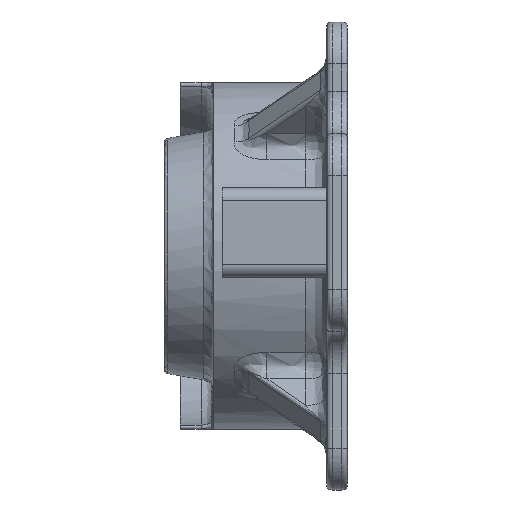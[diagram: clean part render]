
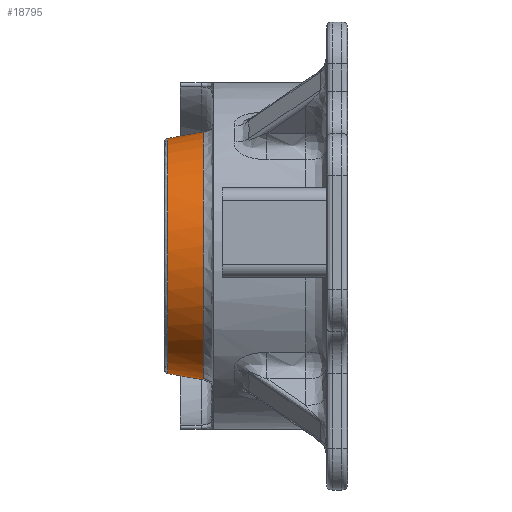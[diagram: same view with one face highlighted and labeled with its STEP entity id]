
A CAD part, left-side view. The second image highlights one B-rep face of the part: STEP entity #18795.
In plain terms, the highlighted conical face has half-angle 10 degrees and reference radius 28 mm.
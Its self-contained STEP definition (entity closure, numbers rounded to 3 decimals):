
#165 = CARTESIAN_POINT ( 'NONE',  ( -19.589, 34.479, 22.333 ) ) ;
#274 = CARTESIAN_POINT ( 'NONE',  ( -29.452, 34.479, -3.88 ) ) ;
#381 = CARTESIAN_POINT ( 'NONE',  ( -18.082, 34.479, -23.57 ) ) ;
#760 = CARTESIAN_POINT ( 'NONE',  ( -17.169, 42.974, 22.379 ) ) ;
#1229 = CARTESIAN_POINT ( 'NONE',  ( -24.426, 42.974, -14.105 ) ) ;
#1232 = CONICAL_SURFACE ( 'NONE', #12334, 28., 0.175 ) ;
#1266 = CARTESIAN_POINT ( 'NONE',  ( 0., 34.479, -29.644 ) ) ;
#1563 = ORIENTED_EDGE ( 'NONE', *, *, #7941, .F. ) ;
#1906 = CARTESIAN_POINT ( 'NONE',  ( -3.88, 34.479, 29.452 ) ) ;
#2039 = VERTEX_POINT ( 'NONE', #1266 ) ;
#2065 = CARTESIAN_POINT ( 'NONE',  ( -21.205, 42.974, 18.599 ) ) ;
#2133 = CARTESIAN_POINT ( 'NONE',  ( -14.856, 34.479, -25.726 ) ) ;
#2242 = CARTESIAN_POINT ( 'NONE',  ( -26.645, 34.479, -13.137 ) ) ;
#2628 = CARTESIAN_POINT ( 'NONE',  ( -3.684, 42.974, -27.964 ) ) ;
#2747 = CARTESIAN_POINT ( 'NONE',  ( -17.169, 42.974, -22.379 ) ) ;
#2844 = EDGE_CURVE ( 'NONE', #14459, #2039, #21959, .T. ) ;
#2968 = CARTESIAN_POINT ( 'NONE',  ( -12.473, 42.974, -25.298 ) ) ;
#3018 = CARTESIAN_POINT ( 'NONE',  ( 0., 42.974, -28.146 ) ) ;
#3088 = CARTESIAN_POINT ( 'NONE',  ( -22.379, 42.974, -17.169 ) ) ;
#3246 = EDGE_LOOP ( 'NONE', ( #1563, #5702, #14089, #7493 ) ) ;
#3873 = CARTESIAN_POINT ( 'NONE',  ( 0., 34.479, -29.644 ) ) ;
#3915 = CARTESIAN_POINT ( 'NONE',  ( -9.069, 42.974, 26.708 ) ) ;
#4022 = CARTESIAN_POINT ( 'NONE',  ( -18.599, 42.974, 21.205 ) ) ;
#4088 = CARTESIAN_POINT ( 'NONE',  ( -29.644, 34.479, -1.94 ) ) ;
#4362 = CARTESIAN_POINT ( 'NONE',  ( -28.146, 42.974, 1.842 ) ) ;
#4478 = CARTESIAN_POINT ( 'NONE',  ( -7.298, 42.974, -27.246 ) ) ;
#4822 = CARTESIAN_POINT ( 'NONE',  ( -14.105, 42.974, -24.426 ) ) ;
#4954 = VERTEX_POINT ( 'NONE', #10652 ) ;
#5495 = CARTESIAN_POINT ( 'NONE',  ( -28.13, 34.479, 9.552 ) ) ;
#5607 = VECTOR ( 'NONE', #10003, 1000. ) ;
#5702 = ORIENTED_EDGE ( 'NONE', *, *, #15763, .T. ) ;
#5720 = CARTESIAN_POINT ( 'NONE',  ( -22.333, 34.479, -19.589 ) ) ;
#5761 = CARTESIAN_POINT ( 'NONE',  ( -3.684, 42.974, 27.964 ) ) ;
#5828 = CARTESIAN_POINT ( 'NONE',  ( -25.726, 34.479, -14.856 ) ) ;
#5867 = CARTESIAN_POINT ( 'NONE',  ( -27.246, 42.974, 7.298 ) ) ;
#5878 = CARTESIAN_POINT ( 'NONE',  ( 0., 43.8, -28. ) ) ;
#6098 = CARTESIAN_POINT ( 'NONE',  ( -26.708, 42.974, 9.069 ) ) ;
#6558 = CARTESIAN_POINT ( 'NONE',  ( -27.246, 42.974, -7.298 ) ) ;
#6747 = FACE_OUTER_BOUND ( 'NONE', #3246, .T. ) ;
#6973 = DIRECTION ( 'NONE',  ( 0., -1., 0. ) ) ;
#7237 = CARTESIAN_POINT ( 'NONE',  ( -18.082, 34.479, 23.57 ) ) ;
#7343 = CARTESIAN_POINT ( 'NONE',  ( -9.552, 34.479, -28.13 ) ) ;
#7493 = ORIENTED_EDGE ( 'NONE', *, *, #11456, .T. ) ;
#7500 = CARTESIAN_POINT ( 'NONE',  ( 0., 42.974, 28.146 ) ) ;
#7570 = CARTESIAN_POINT ( 'NONE',  ( -23.57, 34.479, 18.082 ) ) ;
#7941 = EDGE_CURVE ( 'NONE', #16646, #4954, #18801, .T. ) ;
#8773 = CARTESIAN_POINT ( 'NONE',  ( 0., 42.974, 28.146 ) ) ;
#8961 = CARTESIAN_POINT ( 'NONE',  ( -28.695, 34.479, -7.686 ) ) ;
#9184 = CARTESIAN_POINT ( 'NONE',  ( -23.57, 34.479, -18.082 ) ) ;
#9295 = CARTESIAN_POINT ( 'NONE',  ( -28.695, 34.479, 7.686 ) ) ;
#9341 = CARTESIAN_POINT ( 'NONE',  ( -22.379, 42.974, 17.169 ) ) ;
#9796 = CARTESIAN_POINT ( 'NONE',  ( -27.964, 42.974, -3.684 ) ) ;
#9904 = CARTESIAN_POINT ( 'NONE',  ( -18.599, 42.974, -21.205 ) ) ;
#10003 = DIRECTION ( 'NONE',  ( 0., -0.985, 0.174 ) ) ;
#10141 = CARTESIAN_POINT ( 'NONE',  ( -26.708, 42.974, -9.069 ) ) ;
#10216 = B_SPLINE_CURVE_WITH_KNOTS ( 'NONE', 3,
 ( #3873, #17745, #16014, #10700, #7343, #21573, #2133, #381, #11031, #5720, #9184, #5828, #2242, #12546, #8961, #274, #4088, #12773, #19946, #9295, #5495, #16344, #19841, #7570, #12663, #165, #7237, #14614, #14390, #11141, #18195, #1906, #14282, #21352 ),
 .UNSPECIFIED., .F., .F.,
 ( 4, 2, 2, 2, 2, 2, 2, 2, 2, 2, 2, 2, 2, 2, 2, 2, 4 ),
 ( 0., 0.031, 0.062, 0.094, 0.125, 0.156, 0.187, 0.219, 0.25, 0.281, 0.312, 0.344, 0.375, 0.406, 0.437, 0.469, 0.5 ),
 .UNSPECIFIED. ) ;
#10652 = CARTESIAN_POINT ( 'NONE',  ( 0., 34.479, 29.644 ) ) ;
#10700 = CARTESIAN_POINT ( 'NONE',  ( -7.686, 34.479, -28.695 ) ) ;
#10707 = VECTOR ( 'NONE', #20223, 1000. ) ;
#10965 = CARTESIAN_POINT ( 'NONE',  ( -1.842, 42.974, 28.146 ) ) ;
#11031 = CARTESIAN_POINT ( 'NONE',  ( -19.589, 34.479, -22.333 ) ) ;
#11141 = CARTESIAN_POINT ( 'NONE',  ( -9.552, 34.479, 28.13 ) ) ;
#11456 = EDGE_CURVE ( 'NONE', #2039, #4954, #10216, .T. ) ;
#11524 = CARTESIAN_POINT ( 'NONE',  ( -1.842, 42.974, -28.146 ) ) ;
#11642 = CARTESIAN_POINT ( 'NONE',  ( -25.298, 42.974, -12.473 ) ) ;
#11753 = CARTESIAN_POINT ( 'NONE',  ( -9.069, 42.974, -26.708 ) ) ;
#12334 = AXIS2_PLACEMENT_3D ( 'NONE', #22710, #6973, #17603 ) ;
#12546 = CARTESIAN_POINT ( 'NONE',  ( -28.13, 34.479, -9.552 ) ) ;
#12663 = CARTESIAN_POINT ( 'NONE',  ( -22.333, 34.479, 19.589 ) ) ;
#12773 = CARTESIAN_POINT ( 'NONE',  ( -29.644, 34.479, 1.94 ) ) ;
#12918 = CARTESIAN_POINT ( 'NONE',  ( -12.473, 42.974, 25.298 ) ) ;
#14089 = ORIENTED_EDGE ( 'NONE', *, *, #2844, .T. ) ;
#14282 = CARTESIAN_POINT ( 'NONE',  ( -1.94, 34.479, 29.644 ) ) ;
#14390 = CARTESIAN_POINT ( 'NONE',  ( -13.137, 34.479, 26.645 ) ) ;
#14459 = VERTEX_POINT ( 'NONE', #3018 ) ;
#14614 = CARTESIAN_POINT ( 'NONE',  ( -14.856, 34.479, 25.726 ) ) ;
#14654 = CARTESIAN_POINT ( 'NONE',  ( -7.298, 42.974, 27.246 ) ) ;
#15763 = EDGE_CURVE ( 'NONE', #16646, #14459, #17540, .T. ) ;
#16014 = CARTESIAN_POINT ( 'NONE',  ( -3.88, 34.479, -29.452 ) ) ;
#16344 = CARTESIAN_POINT ( 'NONE',  ( -26.645, 34.479, 13.137 ) ) ;
#16646 = VERTEX_POINT ( 'NONE', #8773 ) ;
#17188 = CARTESIAN_POINT ( 'NONE',  ( -21.205, 42.974, -18.599 ) ) ;
#17540 = B_SPLINE_CURVE_WITH_KNOTS ( 'NONE', 3,
 ( #7500, #10965, #5761, #14654, #3915, #12918, #19879, #760, #4022, #2065, #9341, #21723, #21948, #6098, #5867, #19991, #4362, #20322, #9796, #6558, #10141, #11642, #1229, #3088, #17188, #9904, #2747, #4822, #2968, #11753, #4478, #2628, #11524, #22290 ),
 .UNSPECIFIED., .F., .F.,
 ( 4, 2, 2, 2, 2, 2, 2, 2, 2, 2, 2, 2, 2, 2, 2, 2, 4 ),
 ( 0.5, 0.531, 0.563, 0.594, 0.625, 0.656, 0.688, 0.719, 0.75, 0.781, 0.813, 0.844, 0.875, 0.906, 0.938, 0.969, 1. ),
 .UNSPECIFIED. ) ;
#17603 = DIRECTION ( 'NONE',  ( 0., 0., -1. ) ) ;
#17745 = CARTESIAN_POINT ( 'NONE',  ( -1.94, 34.479, -29.644 ) ) ;
#18195 = CARTESIAN_POINT ( 'NONE',  ( -7.686, 34.479, 28.695 ) ) ;
#18795 = ADVANCED_FACE ( 'NONE', ( #6747 ), #1232, .T. ) ;
#18801 = LINE ( 'NONE', #20088, #5607 ) ;
#19841 = CARTESIAN_POINT ( 'NONE',  ( -25.726, 34.479, 14.856 ) ) ;
#19879 = CARTESIAN_POINT ( 'NONE',  ( -14.105, 42.974, 24.426 ) ) ;
#19946 = CARTESIAN_POINT ( 'NONE',  ( -29.452, 34.479, 3.88 ) ) ;
#19991 = CARTESIAN_POINT ( 'NONE',  ( -27.964, 42.974, 3.684 ) ) ;
#20088 = CARTESIAN_POINT ( 'NONE',  ( 0., 43.8, 28. ) ) ;
#20223 = DIRECTION ( 'NONE',  ( 0., -0.985, -0.174 ) ) ;
#20322 = CARTESIAN_POINT ( 'NONE',  ( -28.146, 42.974, -1.842 ) ) ;
#21352 = CARTESIAN_POINT ( 'NONE',  ( 0., 34.479, 29.644 ) ) ;
#21573 = CARTESIAN_POINT ( 'NONE',  ( -13.137, 34.479, -26.645 ) ) ;
#21723 = CARTESIAN_POINT ( 'NONE',  ( -24.426, 42.974, 14.105 ) ) ;
#21948 = CARTESIAN_POINT ( 'NONE',  ( -25.298, 42.974, 12.473 ) ) ;
#21959 = LINE ( 'NONE', #5878, #10707 ) ;
#22290 = CARTESIAN_POINT ( 'NONE',  ( 0., 42.974, -28.146 ) ) ;
#22710 = CARTESIAN_POINT ( 'NONE',  ( 0., 43.8, 0. ) ) ;
